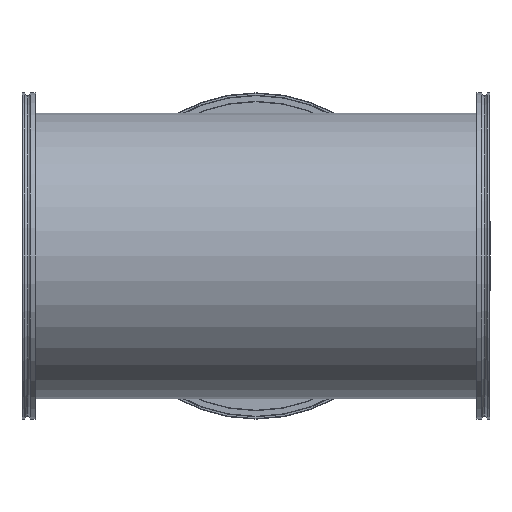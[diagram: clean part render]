
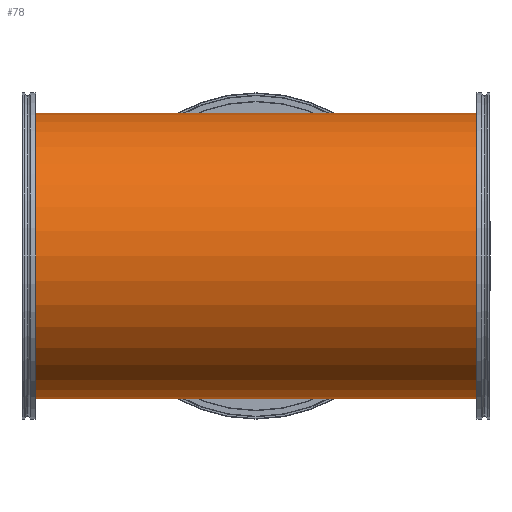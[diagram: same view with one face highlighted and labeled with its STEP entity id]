
A CAD part, front view. The second image highlights one B-rep face of the part: STEP entity #78.
In plain terms, the highlighted cylindrical face has radius 127 mm (diameter 254 mm), a partial arc.
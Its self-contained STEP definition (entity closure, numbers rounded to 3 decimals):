
#36 = VECTOR ( 'NONE', #788, 1000. ) ;
#38 = VECTOR ( 'NONE', #561, 1000. ) ;
#75 = EDGE_CURVE ( 'NONE', #1204, #613, #1049, .T. ) ;
#78 = ADVANCED_FACE ( 'NONE', ( #766 ), #1013, .T. ) ;
#102 = DIRECTION ( 'NONE',  ( 1., 0., 0. ) ) ;
#154 = CARTESIAN_POINT ( 'NONE',  ( -201.5, 0., 127. ) ) ;
#174 = LINE ( 'NONE', #176, #997 ) ;
#176 = CARTESIAN_POINT ( 'NONE',  ( -201.5, 0., 127. ) ) ;
#207 = DIRECTION ( 'NONE',  ( 0., 0., -1. ) ) ;
#249 = VERTEX_POINT ( 'NONE', #1177 ) ;
#296 = CARTESIAN_POINT ( 'NONE',  ( 0., 0., -127. ) ) ;
#323 = EDGE_CURVE ( 'NONE', #756, #1184, #174, .T. ) ;
#344 = ORIENTED_EDGE ( 'NONE', *, *, #1000, .T. ) ;
#398 = CARTESIAN_POINT ( 'NONE',  ( -201.5, 0., 0. ) ) ;
#421 = LINE ( 'NONE', #1107, #38 ) ;
#422 = DIRECTION ( 'NONE',  ( 1., 0., 0. ) ) ;
#454 = EDGE_CURVE ( 'NONE', #735, #756, #892, .T. ) ;
#474 = VECTOR ( 'NONE', #1266, 1000. ) ;
#541 = ORIENTED_EDGE ( 'NONE', *, *, #1086, .F. ) ;
#561 = DIRECTION ( 'NONE',  ( 1., 0., 0. ) ) ;
#613 = VERTEX_POINT ( 'NONE', #296 ) ;
#616 = AXIS2_PLACEMENT_3D ( 'NONE', #398, #422, #1385 ) ;
#644 = CARTESIAN_POINT ( 'NONE',  ( -201.5, 0., 0. ) ) ;
#674 = DIRECTION ( 'NONE',  ( 1., 0., 0. ) ) ;
#693 = CARTESIAN_POINT ( 'NONE',  ( 0., 0., 127. ) ) ;
#715 = CIRCLE ( 'NONE', #740, 127. ) ;
#735 = VERTEX_POINT ( 'NONE', #897 ) ;
#740 = AXIS2_PLACEMENT_3D ( 'NONE', #644, #674, #970 ) ;
#756 = VERTEX_POINT ( 'NONE', #693 ) ;
#766 = FACE_OUTER_BOUND ( 'NONE', #1292, .T. ) ;
#788 = DIRECTION ( 'NONE',  ( 1., 0., 0. ) ) ;
#876 = ORIENTED_EDGE ( 'NONE', *, *, #75, .T. ) ;
#892 = LINE ( 'NONE', #154, #36 ) ;
#895 = CARTESIAN_POINT ( 'NONE',  ( 201.5, 0., 0. ) ) ;
#897 = CARTESIAN_POINT ( 'NONE',  ( -201.5, 0., 127. ) ) ;
#900 = ORIENTED_EDGE ( 'NONE', *, *, #1063, .T. ) ;
#912 = ORIENTED_EDGE ( 'NONE', *, *, #323, .F. ) ;
#970 = DIRECTION ( 'NONE',  ( 0., 0., -1. ) ) ;
#997 = VECTOR ( 'NONE', #1274, 1000. ) ;
#1000 = EDGE_CURVE ( 'NONE', #735, #1204, #715, .T. ) ;
#1013 = CYLINDRICAL_SURFACE ( 'NONE', #616, 127. ) ;
#1049 = LINE ( 'NONE', #1169, #474 ) ;
#1063 = EDGE_CURVE ( 'NONE', #613, #249, #421, .T. ) ;
#1086 = EDGE_CURVE ( 'NONE', #1184, #249, #1146, .T. ) ;
#1107 = CARTESIAN_POINT ( 'NONE',  ( -201.5, 0., -127. ) ) ;
#1114 = CARTESIAN_POINT ( 'NONE',  ( 201.5, 0., 127. ) ) ;
#1146 = CIRCLE ( 'NONE', #1247, 127. ) ;
#1169 = CARTESIAN_POINT ( 'NONE',  ( -201.5, 0., -127. ) ) ;
#1177 = CARTESIAN_POINT ( 'NONE',  ( 201.5, 0., -127. ) ) ;
#1184 = VERTEX_POINT ( 'NONE', #1114 ) ;
#1204 = VERTEX_POINT ( 'NONE', #1396 ) ;
#1247 = AXIS2_PLACEMENT_3D ( 'NONE', #895, #102, #207 ) ;
#1266 = DIRECTION ( 'NONE',  ( 1., 0., 0. ) ) ;
#1274 = DIRECTION ( 'NONE',  ( 1., 0., 0. ) ) ;
#1292 = EDGE_LOOP ( 'NONE', ( #1378, #344, #876, #900, #541, #912 ) ) ;
#1378 = ORIENTED_EDGE ( 'NONE', *, *, #454, .F. ) ;
#1385 = DIRECTION ( 'NONE',  ( 0., 0., -1. ) ) ;
#1396 = CARTESIAN_POINT ( 'NONE',  ( -201.5, 0., -127. ) ) ;
